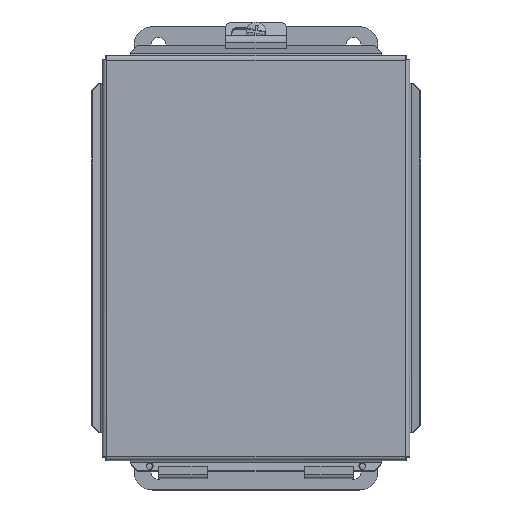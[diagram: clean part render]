
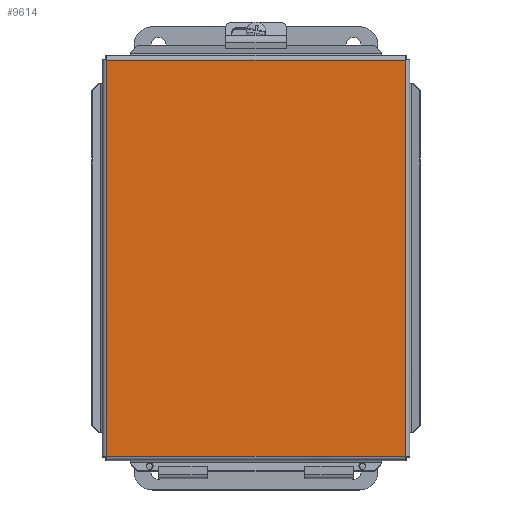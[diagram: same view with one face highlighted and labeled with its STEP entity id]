
A CAD part, top view. The second image highlights one B-rep face of the part: STEP entity #9614.
In plain terms, the highlighted face is planar.
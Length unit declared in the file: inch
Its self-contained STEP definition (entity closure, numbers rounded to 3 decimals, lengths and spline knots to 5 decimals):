
#8933=CARTESIAN_POINT('',(6.21675,0.09325,0.));
#8934=VERTEX_POINT('',#8933);
#8945=CARTESIAN_POINT('',(6.21675,8.21675,0.0));
#8946=VERTEX_POINT('',#8945);
#8947=CARTESIAN_POINT('',(6.21675,8.21675,0.0));
#8948=DIRECTION('',(0.0,-1.0,0.0));
#8949=VECTOR('',#8948,8.1235);
#8950=LINE('',#8947,#8949);
#8951=EDGE_CURVE('',#8946,#8934,#8950,.T.);
#9111=CARTESIAN_POINT('',(0.09325,0.09325,0.));
#9112=VERTEX_POINT('',#9111);
#9123=CARTESIAN_POINT('',(6.21675,0.09325,0.0));
#9124=DIRECTION('',(-1.0,0.0,0.0));
#9125=VECTOR('',#9124,6.1235);
#9126=LINE('',#9123,#9125);
#9127=EDGE_CURVE('',#8934,#9112,#9126,.T.);
#9280=CARTESIAN_POINT('',(0.09325,8.21675,0.0));
#9281=VERTEX_POINT('',#9280);
#9292=CARTESIAN_POINT('',(0.09325,0.09325,0.0));
#9293=DIRECTION('',(0.0,1.0,0.0));
#9294=VECTOR('',#9293,8.1235);
#9295=LINE('',#9292,#9294);
#9296=EDGE_CURVE('',#9112,#9281,#9295,.T.);
#9459=CARTESIAN_POINT('',(0.09325,8.21675,0.0));
#9460=DIRECTION('',(1.0,0.0,0.0));
#9461=VECTOR('',#9460,6.1235);
#9462=LINE('',#9459,#9461);
#9463=EDGE_CURVE('',#9281,#8946,#9462,.T.);
#9603=CARTESIAN_POINT('',(3.155,4.155,0.0));
#9604=DIRECTION('',(0.0,0.0,1.0));
#9605=DIRECTION('',(1.0,0.0,0.0));
#9606=AXIS2_PLACEMENT_3D('',#9603,#9604,#9605);
#9607=PLANE('',#9606);
#9608=ORIENTED_EDGE('',*,*,#8951,.T.);
#9609=ORIENTED_EDGE('',*,*,#9127,.T.);
#9610=ORIENTED_EDGE('',*,*,#9296,.T.);
#9611=ORIENTED_EDGE('',*,*,#9463,.T.);
#9612=EDGE_LOOP('',(#9608,#9609,#9610,#9611));
#9613=FACE_OUTER_BOUND('',#9612,.T.);
#9614=ADVANCED_FACE('',(#9613),#9607,.F.);
